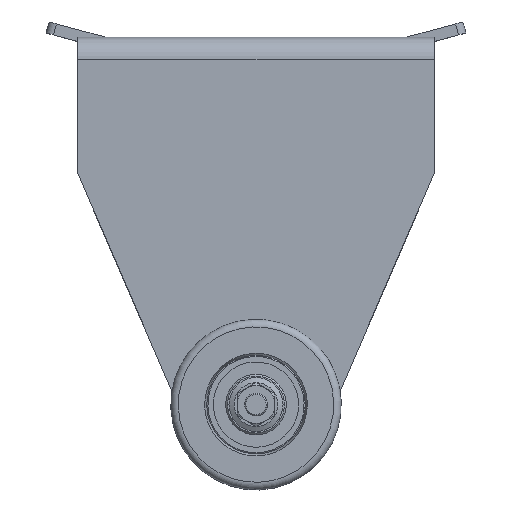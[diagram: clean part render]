
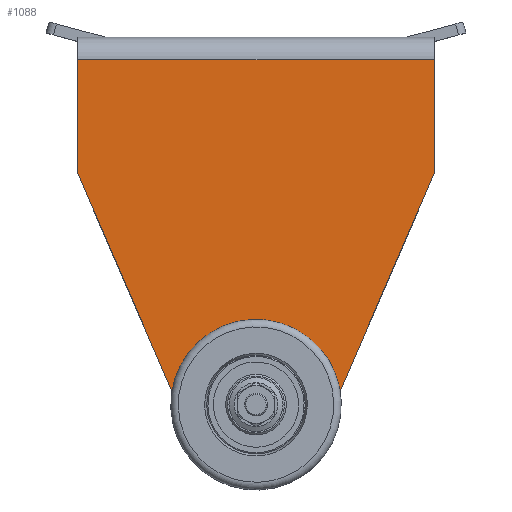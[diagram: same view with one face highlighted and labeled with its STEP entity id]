
A CAD part, top view. The second image highlights one B-rep face of the part: STEP entity #1088.
In plain terms, the highlighted face is planar.
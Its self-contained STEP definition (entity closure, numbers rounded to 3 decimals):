
#488=LINE('',#5983,#647);
#490=LINE('',#5987,#649);
#491=LINE('',#5991,#650);
#492=LINE('',#5995,#651);
#494=LINE('',#5999,#653);
#497=LINE('',#6007,#656);
#647=VECTOR('',#4810,1.);
#649=VECTOR('',#4814,1.);
#650=VECTOR('',#4819,1.);
#651=VECTOR('',#4824,1.);
#653=VECTOR('',#4828,1.);
#656=VECTOR('',#4837,1.);
#952=PLANE('',#4026);
#1088=ADVANCED_FACE('',(#1360,#1361),#952,.F.);
#1360=FACE_BOUND('',#1610,.T.);
#1361=FACE_BOUND('',#1611,.T.);
#1610=EDGE_LOOP('',(#2232));
#1611=EDGE_LOOP('',(#2233,#2234,#2235,#2236,#2237,#2238,#2239,#2240));
#2232=ORIENTED_EDGE('',*,*,#3261,.T.);
#2233=ORIENTED_EDGE('',*,*,#3260,.F.);
#2234=ORIENTED_EDGE('',*,*,#3258,.T.);
#2235=ORIENTED_EDGE('',*,*,#3256,.F.);
#2236=ORIENTED_EDGE('',*,*,#3254,.F.);
#2237=ORIENTED_EDGE('',*,*,#3252,.T.);
#2238=ORIENTED_EDGE('',*,*,#3250,.F.);
#2239=ORIENTED_EDGE('',*,*,#3248,.F.);
#2240=ORIENTED_EDGE('',*,*,#3245,.T.);
#2866=VERTEX_POINT('',#5978);
#2867=VERTEX_POINT('',#5979);
#2868=VERTEX_POINT('',#5984);
#2869=VERTEX_POINT('',#5988);
#2870=VERTEX_POINT('',#5992);
#2871=VERTEX_POINT('',#5996);
#2872=VERTEX_POINT('',#6000);
#2873=VERTEX_POINT('',#6004);
#2874=VERTEX_POINT('',#6010);
#3245=EDGE_CURVE('',#2866,#2867,#3585,.T.);
#3248=EDGE_CURVE('',#2866,#2868,#488,.T.);
#3250=EDGE_CURVE('',#2868,#2869,#490,.T.);
#3252=EDGE_CURVE('',#2870,#2869,#491,.T.);
#3254=EDGE_CURVE('',#2870,#2871,#492,.T.);
#3256=EDGE_CURVE('',#2871,#2872,#494,.T.);
#3258=EDGE_CURVE('',#2873,#2872,#3588,.T.);
#3260=EDGE_CURVE('',#2873,#2867,#497,.T.);
#3261=EDGE_CURVE('',#2874,#2874,#3589,.T.);
#3585=CIRCLE('',#4013,10.);
#3588=CIRCLE('',#4022,10.);
#3589=CIRCLE('',#4025,7.5);
#4013=AXIS2_PLACEMENT_3D('',#5977,#4804,#4805);
#4022=AXIS2_PLACEMENT_3D('',#6003,#4832,#4833);
#4025=AXIS2_PLACEMENT_3D('',#6009,#4840,#4841);
#4026=AXIS2_PLACEMENT_3D('',#6011,#4842,#4843);
#4804=DIRECTION('',(-1.,0.,0.));
#4805=DIRECTION('',(0.,1.,0.));
#4810=DIRECTION('',(0.,-0.397,-0.918));
#4814=DIRECTION('',(0.,0.,-1.));
#4819=DIRECTION('',(0.,-1.,0.));
#4824=DIRECTION('',(0.,0.,1.));
#4828=DIRECTION('',(0.,-0.397,0.918));
#4832=DIRECTION('',(-1.,0.,0.));
#4833=DIRECTION('',(0.,1.,0.));
#4837=DIRECTION('',(0.,-1.,0.));
#4840=DIRECTION('',(1.,0.,0.));
#4841=DIRECTION('',(0.,0.924,-0.382));
#4842=DIRECTION('',(1.,0.,0.));
#4843=DIRECTION('',(0.,-1.,0.));
#5977=CARTESIAN_POINT('',(42.15,0.,6.009));
#5978=CARTESIAN_POINT('',(42.15,-9.179,9.978));
#5979=CARTESIAN_POINT('',(42.15,0.,16.009));
#5983=CARTESIAN_POINT('',(42.15,-6.571,16.009));
#5984=CARTESIAN_POINT('',(42.15,-38.571,-57.991));
#5987=CARTESIAN_POINT('',(42.15,-38.571,-57.991));
#5988=CARTESIAN_POINT('',(42.15,-38.571,-87.994));
#5991=CARTESIAN_POINT('',(42.15,55.429,-87.994));
#5992=CARTESIAN_POINT('',(42.15,55.429,-87.994));
#5995=CARTESIAN_POINT('',(42.15,55.429,-93.991));
#5996=CARTESIAN_POINT('',(42.15,55.429,-57.991));
#5999=CARTESIAN_POINT('',(42.15,55.429,-57.991));
#6000=CARTESIAN_POINT('',(42.15,26.037,9.978));
#6003=CARTESIAN_POINT('',(42.15,16.859,6.009));
#6004=CARTESIAN_POINT('',(42.15,16.859,16.009));
#6007=CARTESIAN_POINT('',(42.15,23.429,16.009));
#6009=CARTESIAN_POINT('',(42.15,8.429,3.002));
#6010=CARTESIAN_POINT('',(42.15,15.361,0.138));
#6011=CARTESIAN_POINT('',(42.15,8.429,-93.991));
